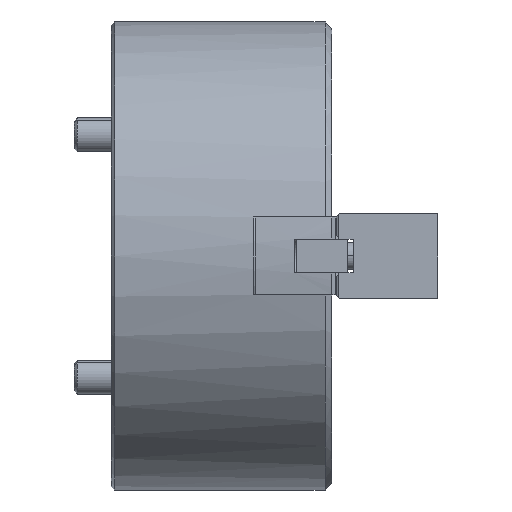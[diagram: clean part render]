
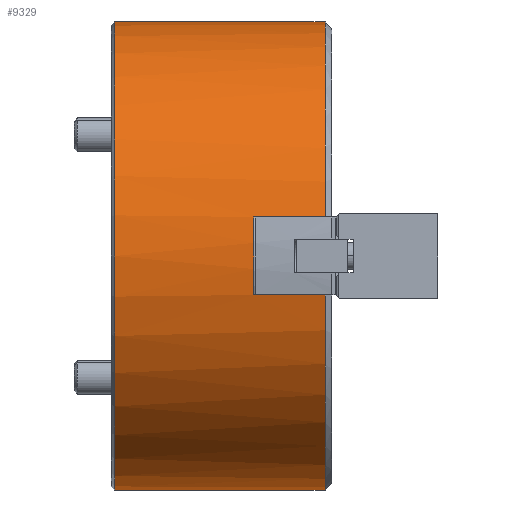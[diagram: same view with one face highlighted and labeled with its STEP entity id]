
A CAD part, front view. The second image highlights one B-rep face of the part: STEP entity #9329.
In plain terms, the highlighted cylindrical face has radius 69 mm (diameter 138 mm), a partial arc.
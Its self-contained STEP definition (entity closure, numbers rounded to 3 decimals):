
#585 = CARTESIAN_POINT ( 'NONE',  ( 0., 0., 0. ) ) ;
#893 = AXIS2_PLACEMENT_3D ( 'NONE', #13753, #1184, #15891 ) ;
#1184 = DIRECTION ( 'NONE',  ( 1., 0., 0. ) ) ;
#1523 = DIRECTION ( 'NONE',  ( 0., 0., -1. ) ) ;
#1576 = CARTESIAN_POINT ( 'NONE',  ( 63., 0., 0. ) ) ;
#1675 = AXIS2_PLACEMENT_3D ( 'NONE', #1576, #16281, #3672 ) ;
#1946 = VERTEX_POINT ( 'NONE', #16578 ) ;
#2061 = EDGE_CURVE ( 'NONE', #20803, #1946, #16348, .T. ) ;
#2188 = DIRECTION ( 'NONE',  ( 1., 0., 0. ) ) ;
#3258 = CARTESIAN_POINT ( 'NONE',  ( 63., -68.035, 11.5 ) ) ;
#3672 = DIRECTION ( 'NONE',  ( 0., 0., 1. ) ) ;
#3854 = ORIENTED_EDGE ( 'NONE', *, *, #18761, .T. ) ;
#4058 = VECTOR ( 'NONE', #24541, 1000. ) ;
#4892 = ORIENTED_EDGE ( 'NONE', *, *, #2061, .F. ) ;
#4920 = ORIENTED_EDGE ( 'NONE', *, *, #25515, .T. ) ;
#5341 = LINE ( 'NONE', #14757, #27024 ) ;
#5743 = DIRECTION ( 'NONE',  ( -1., 0., 0. ) ) ;
#5807 = VECTOR ( 'NONE', #5743, 1000. ) ;
#5991 = CARTESIAN_POINT ( 'NONE',  ( 0., -68.035, 11.5 ) ) ;
#6019 = ORIENTED_EDGE ( 'NONE', *, *, #26188, .T. ) ;
#6302 = CYLINDRICAL_SURFACE ( 'NONE', #21859, 69. ) ;
#8179 = CARTESIAN_POINT ( 'NONE',  ( 0., 0., 69. ) ) ;
#8393 = EDGE_CURVE ( 'NONE', #1946, #10664, #23756, .T. ) ;
#8705 = EDGE_CURVE ( 'NONE', #10664, #13940, #5341, .T. ) ;
#8822 = AXIS2_PLACEMENT_3D ( 'NONE', #24528, #11913, #26626 ) ;
#9329 = ADVANCED_FACE ( 'NONE', ( #17479 ), #6302, .T. ) ;
#10181 = CIRCLE ( 'NONE', #1675, 69. ) ;
#10664 = VERTEX_POINT ( 'NONE', #23742 ) ;
#11037 = DIRECTION ( 'NONE',  ( -1., 0., 0. ) ) ;
#11913 = DIRECTION ( 'NONE',  ( -1., 0., 0. ) ) ;
#12853 = VECTOR ( 'NONE', #20773, 1000. ) ;
#13217 = CARTESIAN_POINT ( 'NONE',  ( 63., 0., 69. ) ) ;
#13505 = CIRCLE ( 'NONE', #22409, 69. ) ;
#13618 = CARTESIAN_POINT ( 'NONE',  ( 63., -68.035, -11.5 ) ) ;
#13753 = CARTESIAN_POINT ( 'NONE',  ( 42., 0., 0. ) ) ;
#13764 = EDGE_LOOP ( 'NONE', ( #24326, #4920, #20017, #18892, #4892, #16572, #3854, #6019 ) ) ;
#13940 = VERTEX_POINT ( 'NONE', #13618 ) ;
#14099 = DIRECTION ( 'NONE',  ( 1., 0., 0. ) ) ;
#14757 = CARTESIAN_POINT ( 'NONE',  ( 0., -68.035, -11.5 ) ) ;
#15243 = LINE ( 'NONE', #16105, #4058 ) ;
#15287 = DIRECTION ( 'NONE',  ( 0., 0., 1. ) ) ;
#15891 = DIRECTION ( 'NONE',  ( 0., 0., -1. ) ) ;
#16105 = CARTESIAN_POINT ( 'NONE',  ( 0., 0., -69. ) ) ;
#16281 = DIRECTION ( 'NONE',  ( -1., 0., 0. ) ) ;
#16348 = LINE ( 'NONE', #5991, #5807 ) ;
#16378 = VERTEX_POINT ( 'NONE', #20900 ) ;
#16572 = ORIENTED_EDGE ( 'NONE', *, *, #19798, .T. ) ;
#16578 = CARTESIAN_POINT ( 'NONE',  ( 42., -68.035, 11.5 ) ) ;
#17479 = FACE_OUTER_BOUND ( 'NONE', #13764, .T. ) ;
#18387 = VERTEX_POINT ( 'NONE', #13217 ) ;
#18468 = LINE ( 'NONE', #8179, #12853 ) ;
#18761 = EDGE_CURVE ( 'NONE', #18387, #25804, #18468, .T. ) ;
#18892 = ORIENTED_EDGE ( 'NONE', *, *, #8393, .F. ) ;
#19798 = EDGE_CURVE ( 'NONE', #20803, #18387, #10181, .T. ) ;
#20017 = ORIENTED_EDGE ( 'NONE', *, *, #8705, .F. ) ;
#20773 = DIRECTION ( 'NONE',  ( -1., 0., 0. ) ) ;
#20803 = VERTEX_POINT ( 'NONE', #3258 ) ;
#20900 = CARTESIAN_POINT ( 'NONE',  ( 63., 0., -69. ) ) ;
#21859 = AXIS2_PLACEMENT_3D ( 'NONE', #585, #11037, #15287 ) ;
#22409 = AXIS2_PLACEMENT_3D ( 'NONE', #26678, #14099, #1523 ) ;
#23298 = EDGE_CURVE ( 'NONE', #16378, #25941, #15243, .T. ) ;
#23402 = CARTESIAN_POINT ( 'NONE',  ( 1., 0., 69. ) ) ;
#23742 = CARTESIAN_POINT ( 'NONE',  ( 42., -68.035, -11.5 ) ) ;
#23756 = CIRCLE ( 'NONE', #893, 69. ) ;
#23846 = CARTESIAN_POINT ( 'NONE',  ( 1., 0., -69. ) ) ;
#24326 = ORIENTED_EDGE ( 'NONE', *, *, #23298, .F. ) ;
#24528 = CARTESIAN_POINT ( 'NONE',  ( 63., 0., 0. ) ) ;
#24541 = DIRECTION ( 'NONE',  ( -1., 0., 0. ) ) ;
#25100 = CIRCLE ( 'NONE', #8822, 69. ) ;
#25515 = EDGE_CURVE ( 'NONE', #16378, #13940, #25100, .T. ) ;
#25804 = VERTEX_POINT ( 'NONE', #23402 ) ;
#25941 = VERTEX_POINT ( 'NONE', #23846 ) ;
#26188 = EDGE_CURVE ( 'NONE', #25804, #25941, #13505, .T. ) ;
#26626 = DIRECTION ( 'NONE',  ( 0., 0., 1. ) ) ;
#26678 = CARTESIAN_POINT ( 'NONE',  ( 1., 0., 0. ) ) ;
#27024 = VECTOR ( 'NONE', #2188, 1000. ) ;
